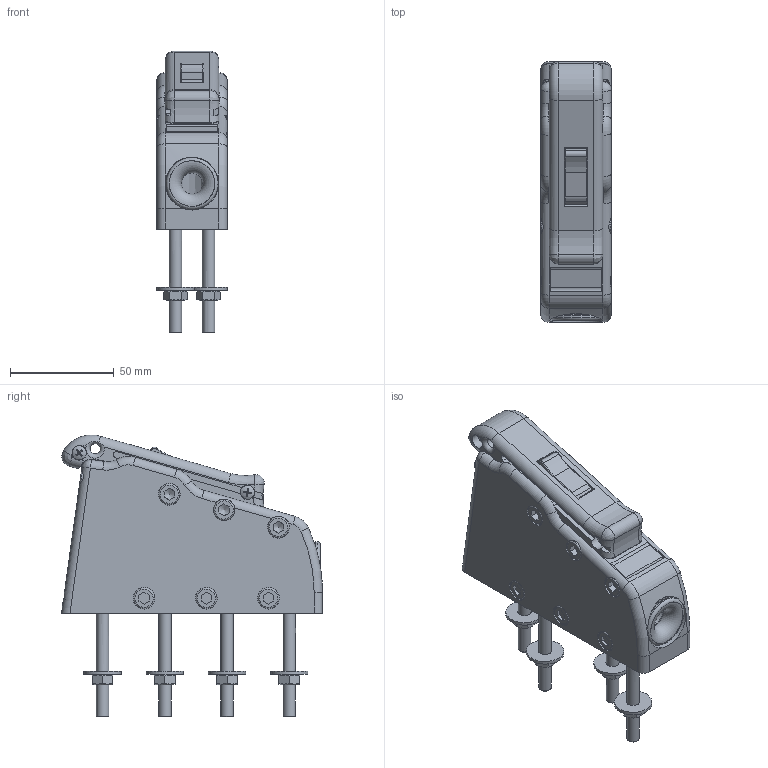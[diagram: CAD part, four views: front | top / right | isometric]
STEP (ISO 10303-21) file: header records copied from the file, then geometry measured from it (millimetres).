
FILE_DESCRIPTION(/* description */ (''),/* implementation_level */ '2;1');
FILE_NAME(/* name */ '505.081.stp',/* time_stamp */ '2016-11-09T11:33:46+01:00',/* author */ ('nicola'),/* organization */ (''),/* preprocessor_version */ 'ST-DEVELOPER v16.1',/* originating_system */ 'Autodesk Inventor 2016',/* authorisation */ '');
FILE_SCHEMA (('AUTOMOTIVE_DESIGN { 1 0 10303 214 3 1 1 }'));
Length unit declared in the file: millimetre
Products named in the file (1): 505.081
Bounding box: 34 x 125.78 x 135.89 mm (x, y, z)
Volume: 257114.9 mm3; surface area: 49685.7 mm2
Topology: 1 solids, 4 shells, 491 faces, 1238 edges, 800 vertices
Faces by surface type: plane 259, cylinder 107, torus 59, cone 54, bspline 7, sphere 5
Full cylindrical faces by diameter (mm): 4.3 x1, 5 x1, 6 x8, 6.4 x4, 7 x3, 8.5 x2, 9 x2, 10 x13, 10.5 x12, 18 x4, 20 x1, 25 x1, 25.5 x1
Entity records: 14588 total; most frequent: CARTESIAN_POINT 3882, DIRECTION 2183, ORIENTED_EDGE 2146, EDGE_CURVE 1073, AXIS2_PLACEMENT_3D 858, VERTEX_POINT 740, EDGE_LOOP 645, FACE_OUTER_BOUND 491
